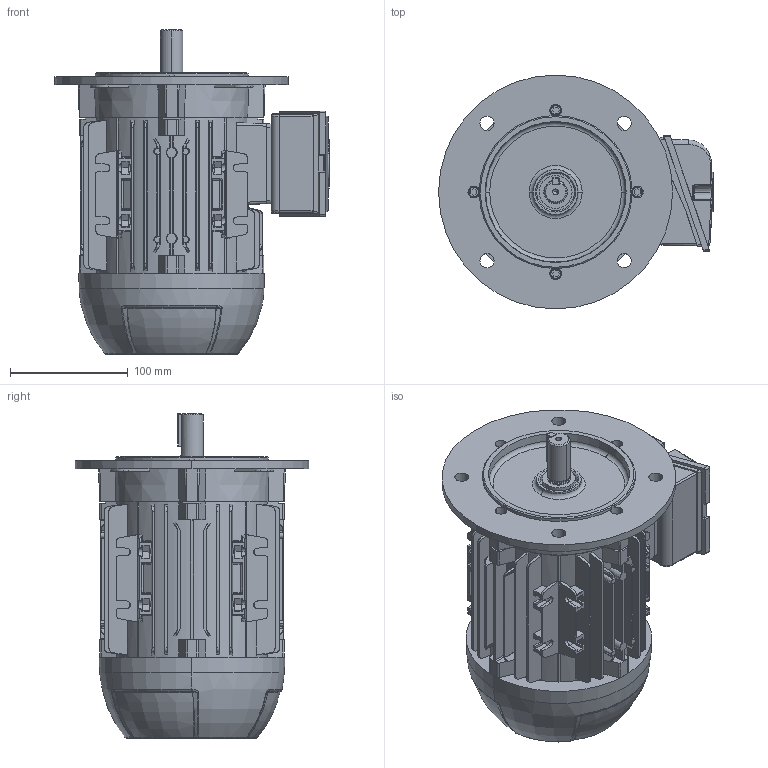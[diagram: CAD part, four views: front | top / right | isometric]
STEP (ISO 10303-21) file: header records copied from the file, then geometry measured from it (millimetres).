
FILE_DESCRIPTION (( 'STEP AP203' ), '1' );
FILE_NAME ('80M_SP_FF_LEFT.STEP', '2021-11-05T13:48:57', ( '' ), ( '' ), 'SwSTEP 2.0', 'SolidWorks 2018', '' );
FILE_SCHEMA (( 'CONFIG_CONTROL_DESIGN' ));
Length unit declared in the file: millimetre
Products named in the file (22): 80M_SP_FF_LEFT; EIXO IEC 80; Parafuso Altracs M5; 105007077; 500014957B; 105032001; 105006192; Parafuso Altracs M5_10.5011.286 x 22; 105006192_50.5307.040; 105035112; 105033022; 105035112_50.5007.595- FF PadrÆo; 500014957B_10.5007.074; 105032001_10.5032.006-6-6x28; 500014959; EIXO IEC 80_50.5087.043; 500014959_10.5007.078
Assembly tree (12 placements, depth 2):
  80M_SP_FF_LEFT
    EIXO IEC 80_50.5087.043
    105032001_10.5032.006-6-6x28
    105033022
    105035112_50.5007.595- FF PadrÆo
    Parafuso Altracs M5_10.5011.286 x 22  x4
    500014959_10.5007.078
    105006192_50.5307.040
    500014957B_10.5007.074
    105007077
  EIXO IEC 80
  Parafuso Altracs M5
  500014957B
  105032001
Bounding box: 233.56 x 198.9 x 276 mm (x, y, z)
Volume: 4063022.1 mm3; surface area: 398728.3 mm2
Topology: 12 solids, 12 shells, 1705 faces, 4513 edges, 2899 vertices
Faces by surface type: plane 793, cylinder 384, bspline 208, cone 202, torus 74, sphere 44
Entity records: 59752 total; most frequent: CARTESIAN_POINT 19853, ORIENTED_EDGE 8700, DIRECTION 7004, EDGE_CURVE 4350, VERTEX_POINT 2809, AXIS2_PLACEMENT_3D 2417, LINE 2170, VECTOR 2170
